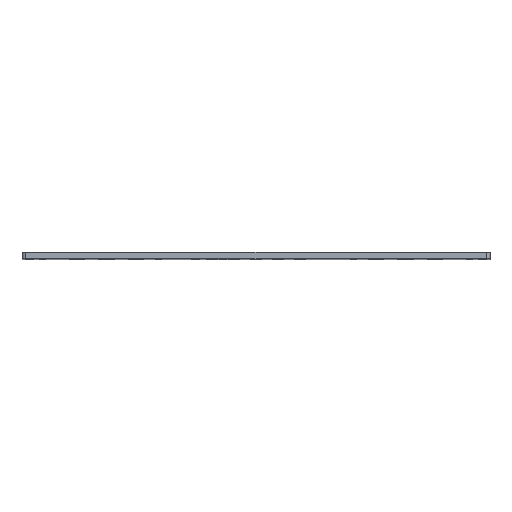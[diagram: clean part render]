
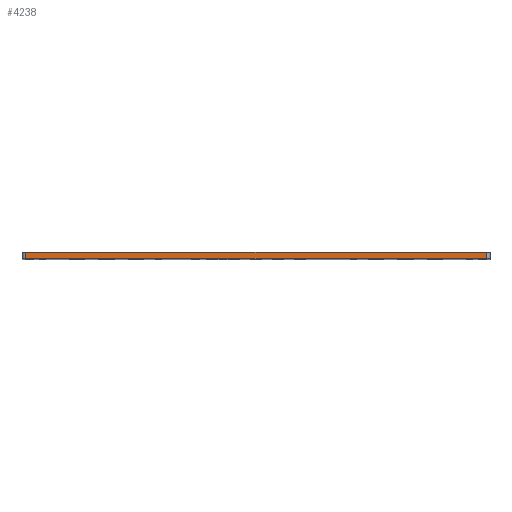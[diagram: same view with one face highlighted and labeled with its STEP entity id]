
A CAD part, top view. The second image highlights one B-rep face of the part: STEP entity #4238.
In plain terms, the highlighted planar face has unit normal (0, 0, 1).
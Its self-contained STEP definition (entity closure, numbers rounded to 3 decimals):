
#5 = CARTESIAN_POINT ( 'NONE',  ( -106.25, 3., 108. ) ) ;
#304 = EDGE_LOOP ( 'NONE', ( #4049, #5114, #466, #5578 ) ) ;
#344 = VECTOR ( 'NONE', #2077, 1000. ) ;
#466 = ORIENTED_EDGE ( 'NONE', *, *, #2726, .F. ) ;
#721 = PLANE ( 'NONE',  #1166 ) ;
#1166 = AXIS2_PLACEMENT_3D ( 'NONE', #3814, #4317, #1257 ) ;
#1257 = DIRECTION ( 'NONE',  ( -1., 0., 0. ) ) ;
#1373 = CARTESIAN_POINT ( 'NONE',  ( 106.25, 3., 108. ) ) ;
#1744 = FACE_OUTER_BOUND ( 'NONE', #304, .T. ) ;
#2077 = DIRECTION ( 'NONE',  ( 0., -1., 0. ) ) ;
#2590 = DIRECTION ( 'NONE',  ( 1., 0., 0. ) ) ;
#2677 = VECTOR ( 'NONE', #4510, 1000. ) ;
#2722 = LINE ( 'NONE', #4099, #6523 ) ;
#2726 = EDGE_CURVE ( 'NONE', #3698, #4222, #4159, .T. ) ;
#2822 = LINE ( 'NONE', #1373, #4148 ) ;
#3248 = EDGE_CURVE ( 'NONE', #4222, #6271, #2822, .T. ) ;
#3620 = EDGE_CURVE ( 'NONE', #3698, #5152, #5732, .T. ) ;
#3698 = VERTEX_POINT ( 'NONE', #5 ) ;
#3814 = CARTESIAN_POINT ( 'NONE',  ( 106.25, 3., 108. ) ) ;
#3936 = CARTESIAN_POINT ( 'NONE',  ( -106.25, 0., 108. ) ) ;
#4049 = ORIENTED_EDGE ( 'NONE', *, *, #5278, .T. ) ;
#4083 = CARTESIAN_POINT ( 'NONE',  ( -106.25, 3., 108. ) ) ;
#4099 = CARTESIAN_POINT ( 'NONE',  ( 106.25, 0., 108. ) ) ;
#4148 = VECTOR ( 'NONE', #4905, 1000. ) ;
#4159 = LINE ( 'NONE', #5952, #2677 ) ;
#4199 = CARTESIAN_POINT ( 'NONE',  ( 106.25, 0., 108. ) ) ;
#4222 = VERTEX_POINT ( 'NONE', #5756 ) ;
#4238 = ADVANCED_FACE ( 'NONE', ( #1744 ), #721, .F. ) ;
#4317 = DIRECTION ( 'NONE',  ( 0., 0., -1. ) ) ;
#4510 = DIRECTION ( 'NONE',  ( 1., 0., 0. ) ) ;
#4905 = DIRECTION ( 'NONE',  ( 0., -1., 0. ) ) ;
#5114 = ORIENTED_EDGE ( 'NONE', *, *, #3248, .F. ) ;
#5152 = VERTEX_POINT ( 'NONE', #3936 ) ;
#5278 = EDGE_CURVE ( 'NONE', #5152, #6271, #2722, .T. ) ;
#5578 = ORIENTED_EDGE ( 'NONE', *, *, #3620, .T. ) ;
#5732 = LINE ( 'NONE', #4083, #344 ) ;
#5756 = CARTESIAN_POINT ( 'NONE',  ( 106.25, 3., 108. ) ) ;
#5952 = CARTESIAN_POINT ( 'NONE',  ( 106.25, 3., 108. ) ) ;
#6271 = VERTEX_POINT ( 'NONE', #4199 ) ;
#6523 = VECTOR ( 'NONE', #2590, 1000. ) ;
